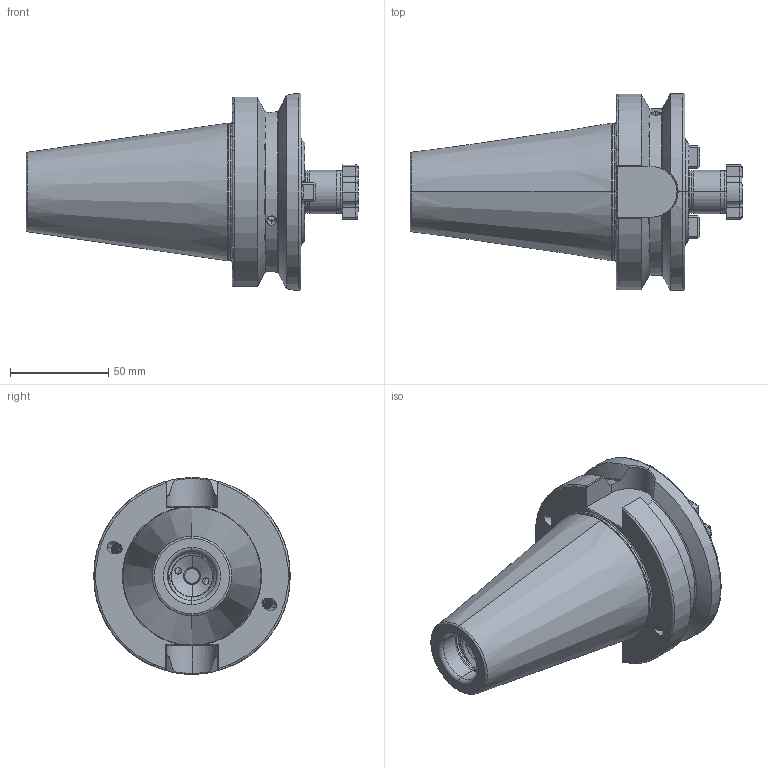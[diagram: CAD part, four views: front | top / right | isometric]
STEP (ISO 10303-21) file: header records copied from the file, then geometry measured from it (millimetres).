
FILE_DESCRIPTION (( 'STEP AP203' ), '1' );
FILE_NAME ('506.11.22.STEP', '2016-11-26T02:38:50', ( '' ), ( '' ), 'SwSTEP 2.0', 'SolidWorks 2012', '' );
FILE_SCHEMA (( 'CONFIG_CONTROL_DESIGN' ));
Length unit declared in the file: millimetre
Products named in the file (5): 506.11.22; 102.11.22_M4xP0.7-12L; 十字螺絲FMB22; 面銑刀墊塊22
Assembly tree (6 placements, depth 2):
  506.11.22
    506.11.22
    十字螺絲FMB22
    面銑刀墊塊22  x2
    102.11.22_M4xP0.7-12L  x2
Bounding box: 168.8 x 100 x 100 mm (x, y, z)
Volume: 456889.4 mm3; surface area: 65670.5 mm2
Topology: 6 solids, 6 shells, 581 faces, 1524 edges, 955 vertices
Faces by surface type: cylinder 288, plane 152, cone 56, torus 53, bspline 32
Entity records: 32244 total; most frequent: CARTESIAN_POINT 21027, ORIENTED_EDGE 2542, DIRECTION 1934, EDGE_CURVE 1271, VERTEX_POINT 805, AXIS2_PLACEMENT_3D 732, EDGE_LOOP 502, FACE_OUTER_BOUND 480
